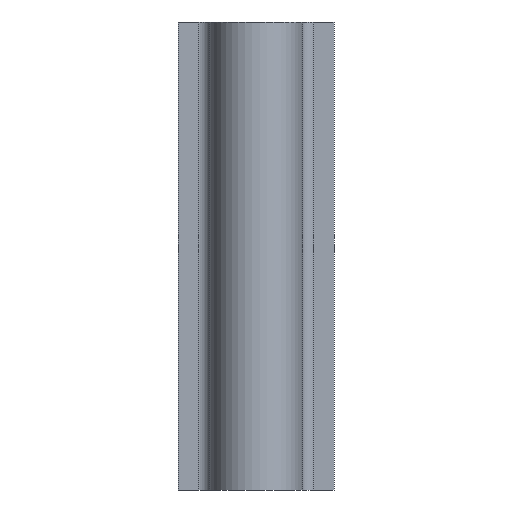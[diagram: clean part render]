
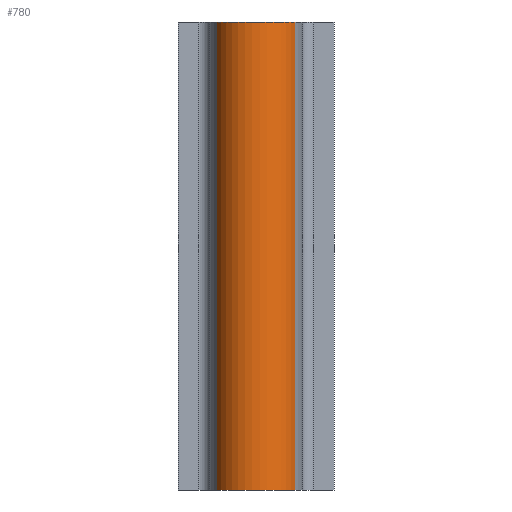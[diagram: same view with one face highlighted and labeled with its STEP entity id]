
A CAD part, front view. The second image highlights one B-rep face of the part: STEP entity #780.
In plain terms, the highlighted cylindrical face has radius 0.555 mm (diameter 1.11 mm), a partial arc.
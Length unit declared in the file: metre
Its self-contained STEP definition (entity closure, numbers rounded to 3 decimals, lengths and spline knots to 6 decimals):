
#32 = CYLINDRICAL_SURFACE('',#33,0.001);
#33 = AXIS2_PLACEMENT_3D('',#34,#35,#36);
#34 = CARTESIAN_POINT('',(0.0004,-0.000254,0.));
#35 = DIRECTION('',(0.,0.,-1.));
#36 = DIRECTION('',(1.,0.,0.));
#57 = VERTEX_POINT('',#58);
#58 = CARTESIAN_POINT('',(-0.000499,-0.000692,
    0.006));
#73 = PLANE('',#74);
#74 = AXIS2_PLACEMENT_3D('',#75,#76,#77);
#75 = CARTESIAN_POINT('',(-0.000592,-0.000384,
    0.006));
#76 = DIRECTION('',(0.,0.,-1.));
#77 = DIRECTION('',(-1.,0.,0.));
#89 = EDGE_CURVE('',#90,#57,#92,.T.);
#90 = VERTEX_POINT('',#91);
#91 = CARTESIAN_POINT('',(-0.000499,-0.000692,
    0.));
#92 = SURFACE_CURVE('',#93,(#97,#104),.PCURVE_S1.);
#93 = LINE('',#94,#95);
#94 = CARTESIAN_POINT('',(-0.000499,-0.000692,
    0.));
#95 = VECTOR('',#96,0.001);
#96 = DIRECTION('',(0.,0.,1.));
#97 = PCURVE('',#32,#98);
#98 = DEFINITIONAL_REPRESENTATION('',(#99),#103);
#99 = LINE('',#100,#101);
#100 = CARTESIAN_POINT('',(-3.595,0.));
#101 = VECTOR('',#102,1.);
#102 = DIRECTION('',(0.,-1.));
#103 = ( GEOMETRIC_REPRESENTATION_CONTEXT(2) 
PARAMETRIC_REPRESENTATION_CONTEXT() REPRESENTATION_CONTEXT('2D SPACE',''
  ) );
#104 = PCURVE('',#105,#110);
#105 = CYLINDRICAL_SURFACE('',#106,0.000555);
#106 = AXIS2_PLACEMENT_3D('',#107,#108,#109);
#107 = CARTESIAN_POINT('',(0.,-0.000449,
    0.));
#108 = DIRECTION('',(0.,0.,-1.));
#109 = DIRECTION('',(1.,0.,0.));
#110 = DEFINITIONAL_REPRESENTATION('',(#111),#115);
#111 = LINE('',#112,#113);
#112 = CARTESIAN_POINT('',(-3.595,0.));
#113 = VECTOR('',#114,1.);
#114 = DIRECTION('',(0.,-1.));
#115 = ( GEOMETRIC_REPRESENTATION_CONTEXT(2) 
PARAMETRIC_REPRESENTATION_CONTEXT() REPRESENTATION_CONTEXT('2D SPACE',''
  ) );
#132 = PLANE('',#133);
#133 = AXIS2_PLACEMENT_3D('',#134,#135,#136);
#134 = CARTESIAN_POINT('',(-0.000592,-0.000384,
    0.));
#135 = DIRECTION('',(0.,0.,-1.));
#136 = DIRECTION('',(-1.,0.,0.));
#662 = CYLINDRICAL_SURFACE('',#663,0.001);
#663 = AXIS2_PLACEMENT_3D('',#664,#665,#666);
#664 = CARTESIAN_POINT('',(-0.0004,-0.000254,0.));
#665 = DIRECTION('',(0.,0.,-1.));
#666 = DIRECTION('',(1.,0.,0.));
#703 = EDGE_CURVE('',#704,#706,#708,.T.);
#704 = VERTEX_POINT('',#705);
#705 = CARTESIAN_POINT('',(0.000499,-0.000692,0.));
#706 = VERTEX_POINT('',#707);
#707 = CARTESIAN_POINT('',(0.000499,-0.000692,0.006));
#708 = SURFACE_CURVE('',#709,(#713,#720),.PCURVE_S1.);
#709 = LINE('',#710,#711);
#710 = CARTESIAN_POINT('',(0.000499,-0.000692,0.));
#711 = VECTOR('',#712,0.001);
#712 = DIRECTION('',(0.,0.,1.));
#713 = PCURVE('',#662,#714);
#714 = DEFINITIONAL_REPRESENTATION('',(#715),#719);
#715 = LINE('',#716,#717);
#716 = CARTESIAN_POINT('',(-5.83,0.));
#717 = VECTOR('',#718,1.);
#718 = DIRECTION('',(0.,-1.));
#719 = ( GEOMETRIC_REPRESENTATION_CONTEXT(2) 
PARAMETRIC_REPRESENTATION_CONTEXT() REPRESENTATION_CONTEXT('2D SPACE',''
  ) );
#720 = PCURVE('',#105,#721);
#721 = DEFINITIONAL_REPRESENTATION('',(#722),#726);
#722 = LINE('',#723,#724);
#723 = CARTESIAN_POINT('',(-5.83,0.));
#724 = VECTOR('',#725,1.);
#725 = DIRECTION('',(0.,-1.));
#726 = ( GEOMETRIC_REPRESENTATION_CONTEXT(2) 
PARAMETRIC_REPRESENTATION_CONTEXT() REPRESENTATION_CONTEXT('2D SPACE',''
  ) );
#780 = ADVANCED_FACE('',(#781),#105,.T.);
#781 = FACE_BOUND('',#782,.F.);
#782 = EDGE_LOOP('',(#783,#784,#810,#811));
#783 = ORIENTED_EDGE('',*,*,#89,.T.);
#784 = ORIENTED_EDGE('',*,*,#785,.T.);
#785 = EDGE_CURVE('',#57,#706,#786,.T.);
#786 = SURFACE_CURVE('',#787,(#792,#799),.PCURVE_S1.);
#787 = CIRCLE('',#788,0.000555);
#788 = AXIS2_PLACEMENT_3D('',#789,#790,#791);
#789 = CARTESIAN_POINT('',(0.,-0.000449,
    0.006));
#790 = DIRECTION('',(0.,0.,1.));
#791 = DIRECTION('',(1.,0.,0.));
#792 = PCURVE('',#105,#793);
#793 = DEFINITIONAL_REPRESENTATION('',(#794),#798);
#794 = LINE('',#795,#796);
#795 = CARTESIAN_POINT('',(0.,-0.006));
#796 = VECTOR('',#797,1.);
#797 = DIRECTION('',(-1.,0.));
#798 = ( GEOMETRIC_REPRESENTATION_CONTEXT(2) 
PARAMETRIC_REPRESENTATION_CONTEXT() REPRESENTATION_CONTEXT('2D SPACE',''
  ) );
#799 = PCURVE('',#73,#800);
#800 = DEFINITIONAL_REPRESENTATION('',(#801),#809);
#801 = ( BOUNDED_CURVE() B_SPLINE_CURVE(2,(#802,#803,#804,#805,#806,#807
,#808),.UNSPECIFIED.,.T.,.F.) B_SPLINE_CURVE_WITH_KNOTS((1,2,2,2,2,1),(
    -2.094395,0.,2.094395,4.18879,6.283185,
8.37758),.UNSPECIFIED.) CURVE() GEOMETRIC_REPRESENTATION_ITEM() 
RATIONAL_B_SPLINE_CURVE((1.,0.5,1.,0.5,1.,0.5,1.)) REPRESENTATION_ITEM(
  '') );
#802 = CARTESIAN_POINT('',(-0.001,0.));
#803 = CARTESIAN_POINT('',(-0.001,0.001));
#804 = CARTESIAN_POINT('',(0.,0.));
#805 = CARTESIAN_POINT('',(0.001,0.));
#806 = CARTESIAN_POINT('',(0.,-0.001));
#807 = CARTESIAN_POINT('',(-0.001,-0.001));
#808 = CARTESIAN_POINT('',(-0.001,0.));
#809 = ( GEOMETRIC_REPRESENTATION_CONTEXT(2) 
PARAMETRIC_REPRESENTATION_CONTEXT() REPRESENTATION_CONTEXT('2D SPACE',''
  ) );
#810 = ORIENTED_EDGE('',*,*,#703,.F.);
#811 = ORIENTED_EDGE('',*,*,#812,.F.);
#812 = EDGE_CURVE('',#90,#704,#813,.T.);
#813 = SURFACE_CURVE('',#814,(#819,#826),.PCURVE_S1.);
#814 = CIRCLE('',#815,0.000555);
#815 = AXIS2_PLACEMENT_3D('',#816,#817,#818);
#816 = CARTESIAN_POINT('',(0.,-0.000449,
    0.));
#817 = DIRECTION('',(0.,0.,1.));
#818 = DIRECTION('',(1.,0.,0.));
#819 = PCURVE('',#105,#820);
#820 = DEFINITIONAL_REPRESENTATION('',(#821),#825);
#821 = LINE('',#822,#823);
#822 = CARTESIAN_POINT('',(0.,0.));
#823 = VECTOR('',#824,1.);
#824 = DIRECTION('',(-1.,0.));
#825 = ( GEOMETRIC_REPRESENTATION_CONTEXT(2) 
PARAMETRIC_REPRESENTATION_CONTEXT() REPRESENTATION_CONTEXT('2D SPACE',''
  ) );
#826 = PCURVE('',#132,#827);
#827 = DEFINITIONAL_REPRESENTATION('',(#828),#836);
#828 = ( BOUNDED_CURVE() B_SPLINE_CURVE(2,(#829,#830,#831,#832,#833,#834
,#835),.UNSPECIFIED.,.T.,.F.) B_SPLINE_CURVE_WITH_KNOTS((1,2,2,2,2,1),(
    -2.094395,0.,2.094395,4.18879,6.283185,
8.37758),.UNSPECIFIED.) CURVE() GEOMETRIC_REPRESENTATION_ITEM() 
RATIONAL_B_SPLINE_CURVE((1.,0.5,1.,0.5,1.,0.5,1.)) REPRESENTATION_ITEM(
  '') );
#829 = CARTESIAN_POINT('',(-0.001,0.));
#830 = CARTESIAN_POINT('',(-0.001,0.001));
#831 = CARTESIAN_POINT('',(0.,0.));
#832 = CARTESIAN_POINT('',(0.001,0.));
#833 = CARTESIAN_POINT('',(0.,-0.001));
#834 = CARTESIAN_POINT('',(-0.001,-0.001));
#835 = CARTESIAN_POINT('',(-0.001,0.));
#836 = ( GEOMETRIC_REPRESENTATION_CONTEXT(2) 
PARAMETRIC_REPRESENTATION_CONTEXT() REPRESENTATION_CONTEXT('2D SPACE',''
  ) );
